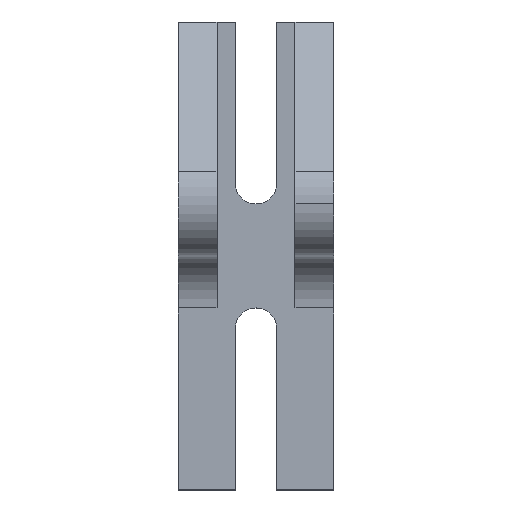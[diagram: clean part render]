
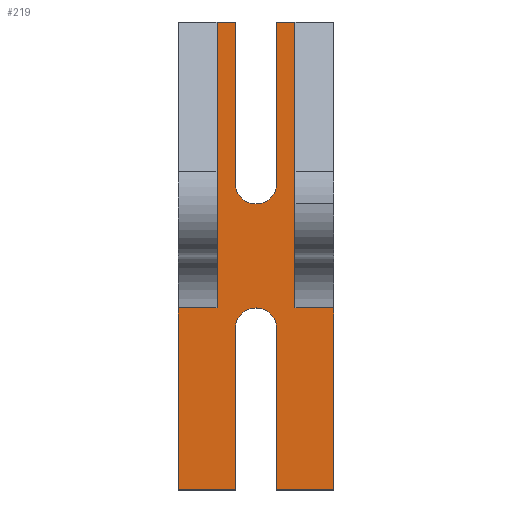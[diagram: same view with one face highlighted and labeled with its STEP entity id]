
A CAD part, top view. The second image highlights one B-rep face of the part: STEP entity #219.
In plain terms, the highlighted planar face has unit normal (0, 0, 1).
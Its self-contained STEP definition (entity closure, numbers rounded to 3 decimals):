
#21 = DIRECTION ( 'NONE',  ( 0., 1., 0. ) ) ;
#36 = DIRECTION ( 'NONE',  ( -1., 0., 0. ) ) ;
#41 = CARTESIAN_POINT ( 'NONE',  ( 7.5, 90., 5. ) ) ;
#47 = CIRCLE ( 'NONE', #587, 4. ) ;
#48 = LINE ( 'NONE', #560, #749 ) ;
#52 = CARTESIAN_POINT ( 'NONE',  ( 7.5, 90., 5. ) ) ;
#63 = CARTESIAN_POINT ( 'NONE',  ( 7.5, 90., 5. ) ) ;
#76 = CARTESIAN_POINT ( 'NONE',  ( 0., 0., 5. ) ) ;
#89 = ORIENTED_EDGE ( 'NONE', *, *, #797, .T. ) ;
#95 = VERTEX_POINT ( 'NONE', #150 ) ;
#116 = VECTOR ( 'NONE', #429, 1000. ) ;
#119 = EDGE_CURVE ( 'NONE', #708, #621, #668, .T. ) ;
#120 = LINE ( 'NONE', #649, #318 ) ;
#131 = VECTOR ( 'NONE', #408, 1000. ) ;
#139 = LINE ( 'NONE', #437, #665 ) ;
#140 = VERTEX_POINT ( 'NONE', #362 ) ;
#149 = EDGE_CURVE ( 'NONE', #95, #694, #139, .T. ) ;
#150 = CARTESIAN_POINT ( 'NONE',  ( 19., 0., 5. ) ) ;
#156 = CARTESIAN_POINT ( 'NONE',  ( 30., 35., 5. ) ) ;
#157 = ORIENTED_EDGE ( 'NONE', *, *, #858, .T. ) ;
#158 = ORIENTED_EDGE ( 'NONE', *, *, #636, .T. ) ;
#173 = CARTESIAN_POINT ( 'NONE',  ( 0., 0., 5. ) ) ;
#187 = DIRECTION ( 'NONE',  ( 0., -1., 0. ) ) ;
#189 = DIRECTION ( 'NONE',  ( 0., 0., 1. ) ) ;
#198 = CARTESIAN_POINT ( 'NONE',  ( 0., 35., 5. ) ) ;
#208 = AXIS2_PLACEMENT_3D ( 'NONE', #722, #189, #709 ) ;
#213 = LINE ( 'NONE', #512, #412 ) ;
#219 = ADVANCED_FACE ( 'NONE', ( #470 ), #841, .F. ) ;
#220 = EDGE_LOOP ( 'NONE', ( #157, #89, #788, #582, #737, #371, #535, #433, #473, #513, #225, #930, #589, #430, #468, #158 ) ) ;
#225 = ORIENTED_EDGE ( 'NONE', *, *, #808, .T. ) ;
#227 = DIRECTION ( 'NONE',  ( -1., 0., 0. ) ) ;
#242 = CARTESIAN_POINT ( 'NONE',  ( 19., 0., 5. ) ) ;
#261 = DIRECTION ( 'NONE',  ( 1., 0., 0. ) ) ;
#273 = DIRECTION ( 'NONE',  ( 0., 1., 0. ) ) ;
#278 = VERTEX_POINT ( 'NONE', #925 ) ;
#283 = CIRCLE ( 'NONE', #208, 4. ) ;
#300 = CARTESIAN_POINT ( 'NONE',  ( 19., 31., 5. ) ) ;
#315 = DIRECTION ( 'NONE',  ( 0., 0., -1. ) ) ;
#318 = VECTOR ( 'NONE', #36, 1000. ) ;
#323 = EDGE_CURVE ( 'NONE', #962, #278, #283, .T. ) ;
#330 = CARTESIAN_POINT ( 'NONE',  ( 22.5, 35., 5. ) ) ;
#332 = EDGE_CURVE ( 'NONE', #278, #441, #48, .T. ) ;
#339 = CARTESIAN_POINT ( 'NONE',  ( 30., 0., 5. ) ) ;
#351 = LINE ( 'NONE', #579, #848 ) ;
#357 = DIRECTION ( 'NONE',  ( 1., 0., 0. ) ) ;
#362 = CARTESIAN_POINT ( 'NONE',  ( 11., 59., 5. ) ) ;
#366 = VECTOR ( 'NONE', #357, 1000. ) ;
#369 = DIRECTION ( 'NONE',  ( 0., -1., 0. ) ) ;
#371 = ORIENTED_EDGE ( 'NONE', *, *, #544, .F. ) ;
#386 = VERTEX_POINT ( 'NONE', #330 ) ;
#408 = DIRECTION ( 'NONE',  ( -1., 0., 0. ) ) ;
#409 = EDGE_CURVE ( 'NONE', #819, #778, #120, .T. ) ;
#412 = VECTOR ( 'NONE', #273, 1000. ) ;
#415 = LINE ( 'NONE', #41, #131 ) ;
#429 = DIRECTION ( 'NONE',  ( 0., -1., 0. ) ) ;
#430 = ORIENTED_EDGE ( 'NONE', *, *, #613, .T. ) ;
#432 = CARTESIAN_POINT ( 'NONE',  ( 11., 90., 5. ) ) ;
#433 = ORIENTED_EDGE ( 'NONE', *, *, #506, .T. ) ;
#437 = CARTESIAN_POINT ( 'NONE',  ( 0., 0., 5. ) ) ;
#441 = VERTEX_POINT ( 'NONE', #635 ) ;
#446 = VECTOR ( 'NONE', #733, 1000. ) ;
#468 = ORIENTED_EDGE ( 'NONE', *, *, #149, .T. ) ;
#469 = VERTEX_POINT ( 'NONE', #577 ) ;
#470 = FACE_OUTER_BOUND ( 'NONE', #220, .T. ) ;
#473 = ORIENTED_EDGE ( 'NONE', *, *, #677, .F. ) ;
#475 = CARTESIAN_POINT ( 'NONE',  ( 11., 0., 5. ) ) ;
#506 = EDGE_CURVE ( 'NONE', #778, #469, #956, .T. ) ;
#508 = VECTOR ( 'NONE', #21, 1000. ) ;
#512 = CARTESIAN_POINT ( 'NONE',  ( 19., 0., 5. ) ) ;
#513 = ORIENTED_EDGE ( 'NONE', *, *, #119, .T. ) ;
#535 = ORIENTED_EDGE ( 'NONE', *, *, #409, .T. ) ;
#543 = VERTEX_POINT ( 'NONE', #859 ) ;
#544 = EDGE_CURVE ( 'NONE', #819, #140, #836, .T. ) ;
#557 = LINE ( 'NONE', #198, #889 ) ;
#560 = CARTESIAN_POINT ( 'NONE',  ( 11., 0., 5. ) ) ;
#561 = DIRECTION ( 'NONE',  ( 1., 0., 0. ) ) ;
#577 = CARTESIAN_POINT ( 'NONE',  ( 7.5, 35., 5. ) ) ;
#579 = CARTESIAN_POINT ( 'NONE',  ( 22.5, 90., 5. ) ) ;
#582 = ORIENTED_EDGE ( 'NONE', *, *, #828, .F. ) ;
#583 = VECTOR ( 'NONE', #847, 1000. ) ;
#587 = AXIS2_PLACEMENT_3D ( 'NONE', #643, #948, #561 ) ;
#589 = ORIENTED_EDGE ( 'NONE', *, *, #323, .F. ) ;
#594 = VERTEX_POINT ( 'NONE', #773 ) ;
#596 = VERTEX_POINT ( 'NONE', #156 ) ;
#613 = EDGE_CURVE ( 'NONE', #962, #95, #619, .T. ) ;
#614 = DIRECTION ( 'NONE',  ( 0., -1., 0. ) ) ;
#619 = LINE ( 'NONE', #242, #863 ) ;
#621 = VERTEX_POINT ( 'NONE', #173 ) ;
#631 = CARTESIAN_POINT ( 'NONE',  ( 30., 0., 5. ) ) ;
#635 = CARTESIAN_POINT ( 'NONE',  ( 11., 0., 5. ) ) ;
#636 = EDGE_CURVE ( 'NONE', #694, #596, #693, .T. ) ;
#643 = CARTESIAN_POINT ( 'NONE',  ( 15., 59., 5. ) ) ;
#649 = CARTESIAN_POINT ( 'NONE',  ( 0., 90., 5. ) ) ;
#653 = CARTESIAN_POINT ( 'NONE',  ( 0., 35., 5. ) ) ;
#658 = LINE ( 'NONE', #967, #366 ) ;
#665 = VECTOR ( 'NONE', #673, 1000. ) ;
#668 = LINE ( 'NONE', #76, #810 ) ;
#673 = DIRECTION ( 'NONE',  ( 1., 0., 0. ) ) ;
#677 = EDGE_CURVE ( 'NONE', #708, #469, #557, .T. ) ;
#693 = LINE ( 'NONE', #631, #508 ) ;
#694 = VERTEX_POINT ( 'NONE', #339 ) ;
#696 = EDGE_CURVE ( 'NONE', #140, #594, #47, .T. ) ;
#708 = VERTEX_POINT ( 'NONE', #876 ) ;
#709 = DIRECTION ( 'NONE',  ( 1., 0., 0. ) ) ;
#722 = CARTESIAN_POINT ( 'NONE',  ( 15., 31., 5. ) ) ;
#733 = DIRECTION ( 'NONE',  ( -1., 0., 0. ) ) ;
#737 = ORIENTED_EDGE ( 'NONE', *, *, #696, .F. ) ;
#739 = DIRECTION ( 'NONE',  ( 0., 1., 0. ) ) ;
#749 = VECTOR ( 'NONE', #187, 1000. ) ;
#769 = EDGE_CURVE ( 'NONE', #543, #887, #415, .T. ) ;
#773 = CARTESIAN_POINT ( 'NONE',  ( 19., 59., 5. ) ) ;
#778 = VERTEX_POINT ( 'NONE', #52 ) ;
#783 = AXIS2_PLACEMENT_3D ( 'NONE', #907, #315, #227 ) ;
#788 = ORIENTED_EDGE ( 'NONE', *, *, #769, .T. ) ;
#797 = EDGE_CURVE ( 'NONE', #386, #543, #351, .T. ) ;
#808 = EDGE_CURVE ( 'NONE', #621, #441, #658, .T. ) ;
#810 = VECTOR ( 'NONE', #369, 1000. ) ;
#816 = LINE ( 'NONE', #653, #446 ) ;
#819 = VERTEX_POINT ( 'NONE', #432 ) ;
#828 = EDGE_CURVE ( 'NONE', #594, #887, #213, .T. ) ;
#836 = LINE ( 'NONE', #475, #583 ) ;
#841 = PLANE ( 'NONE',  #783 ) ;
#847 = DIRECTION ( 'NONE',  ( 0., -1., 0. ) ) ;
#848 = VECTOR ( 'NONE', #739, 1000. ) ;
#858 = EDGE_CURVE ( 'NONE', #596, #386, #816, .T. ) ;
#859 = CARTESIAN_POINT ( 'NONE',  ( 22.5, 90., 5. ) ) ;
#863 = VECTOR ( 'NONE', #614, 1000. ) ;
#876 = CARTESIAN_POINT ( 'NONE',  ( 0., 35., 5. ) ) ;
#887 = VERTEX_POINT ( 'NONE', #973 ) ;
#889 = VECTOR ( 'NONE', #261, 1000. ) ;
#907 = CARTESIAN_POINT ( 'NONE',  ( 0., 0., 5. ) ) ;
#925 = CARTESIAN_POINT ( 'NONE',  ( 11., 31., 5. ) ) ;
#930 = ORIENTED_EDGE ( 'NONE', *, *, #332, .F. ) ;
#948 = DIRECTION ( 'NONE',  ( 0., 0., 1. ) ) ;
#956 = LINE ( 'NONE', #63, #116 ) ;
#962 = VERTEX_POINT ( 'NONE', #300 ) ;
#967 = CARTESIAN_POINT ( 'NONE',  ( 0., 0., 5. ) ) ;
#973 = CARTESIAN_POINT ( 'NONE',  ( 19., 90., 5. ) ) ;
